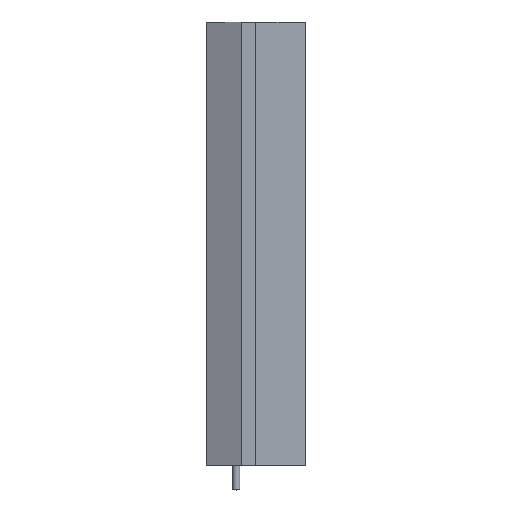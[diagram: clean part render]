
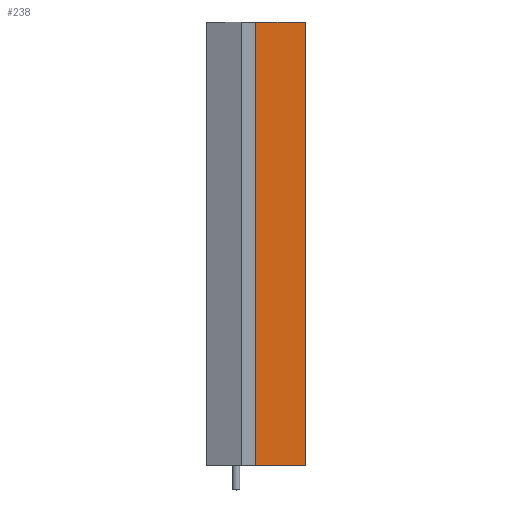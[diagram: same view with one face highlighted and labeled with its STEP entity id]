
A CAD part, top view. The second image highlights one B-rep face of the part: STEP entity #238.
In plain terms, the highlighted planar face has unit normal (0, 0, 1).
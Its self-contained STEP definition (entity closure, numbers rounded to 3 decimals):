
#26=PLANE('',#270);
#40=FACE_OUTER_BOUND('',#55,.T.);
#55=EDGE_LOOP('',(#208,#209,#210,#211));
#65=LINE('',#358,#91);
#80=LINE('',#393,#106);
#82=LINE('',#397,#108);
#83=LINE('',#398,#109);
#91=VECTOR('',#291,10.);
#106=VECTOR('',#326,10.);
#108=VECTOR('',#330,10.);
#109=VECTOR('',#331,10.);
#122=VERTEX_POINT('',#355);
#123=VERTEX_POINT('',#357);
#133=VERTEX_POINT('',#392);
#134=VERTEX_POINT('',#396);
#143=EDGE_CURVE('',#123,#122,#65,.T.);
#160=EDGE_CURVE('',#133,#123,#80,.T.);
#162=EDGE_CURVE('',#134,#122,#82,.T.);
#163=EDGE_CURVE('',#133,#134,#83,.T.);
#208=ORIENTED_EDGE('',*,*,#143,.T.);
#209=ORIENTED_EDGE('',*,*,#162,.F.);
#210=ORIENTED_EDGE('',*,*,#163,.F.);
#211=ORIENTED_EDGE('',*,*,#160,.T.);
#238=ADVANCED_FACE('',(#40),#26,.T.);
#270=AXIS2_PLACEMENT_3D('',#395,#328,#329);
#291=DIRECTION('',(-1.,0.,0.));
#326=DIRECTION('',(0.,1.,0.));
#328=DIRECTION('center_axis',(0.,0.,1.));
#329=DIRECTION('ref_axis',(1.,0.,0.));
#330=DIRECTION('',(0.,1.,0.));
#331=DIRECTION('',(-1.,0.,0.));
#355=CARTESIAN_POINT('',(-15.,180.,1.));
#357=CARTESIAN_POINT('',(10.,180.,1.));
#358=CARTESIAN_POINT('',(-12.5,180.,1.));
#392=CARTESIAN_POINT('',(10.,0.,1.));
#393=CARTESIAN_POINT('',(10.,0.,1.));
#395=CARTESIAN_POINT('Origin',(-15.,0.,1.));
#396=CARTESIAN_POINT('',(-15.,0.,1.));
#397=CARTESIAN_POINT('',(-15.,0.,1.));
#398=CARTESIAN_POINT('',(10.,0.,1.));
